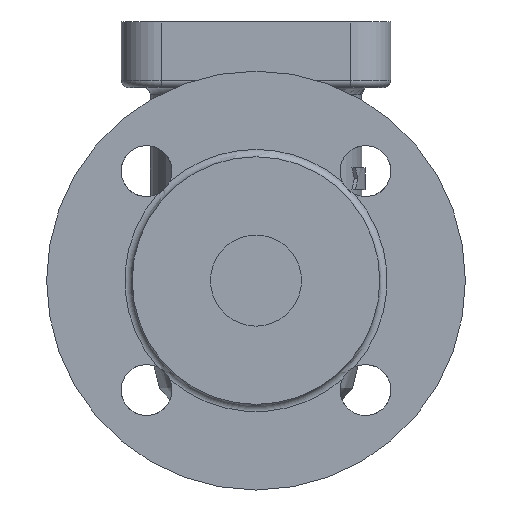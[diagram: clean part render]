
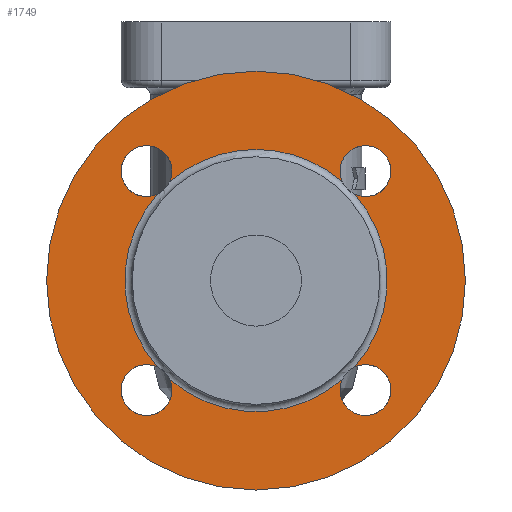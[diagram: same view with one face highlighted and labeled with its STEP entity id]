
A CAD part, left-side view. The second image highlights one B-rep face of the part: STEP entity #1749.
In plain terms, the highlighted planar face has unit normal (-1, 0, 0).
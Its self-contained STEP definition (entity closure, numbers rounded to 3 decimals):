
#322=PLANE('',#1930);
#371=FACE_BOUND('',#621,.T.);
#472=FACE_OUTER_BOUND('',#620,.T.);
#620=EDGE_LOOP('',(#1599));
#621=EDGE_LOOP('',(#1600,#1601,#1602,#1603,#1604,#1605,#1606,#1607));
#728=CIRCLE('',#1912,36.);
#729=CIRCLE('',#1913,36.);
#730=CIRCLE('',#1914,36.);
#731=CIRCLE('',#1915,36.);
#734=CIRCLE('',#1920,57.5);
#735=CIRCLE('',#1922,7.);
#736=CIRCLE('',#1924,7.);
#737=CIRCLE('',#1926,7.);
#738=CIRCLE('',#1928,7.);
#898=VERTEX_POINT('',#4390);
#899=VERTEX_POINT('',#4391);
#900=VERTEX_POINT('',#4404);
#901=VERTEX_POINT('',#4406);
#902=VERTEX_POINT('',#4419);
#903=VERTEX_POINT('',#4421);
#904=VERTEX_POINT('',#4434);
#905=VERTEX_POINT('',#4436);
#908=VERTEX_POINT('',#4456);
#1135=EDGE_CURVE('',#898,#900,#728,.T.);
#1137=EDGE_CURVE('',#901,#902,#729,.T.);
#1139=EDGE_CURVE('',#903,#904,#730,.T.);
#1141=EDGE_CURVE('',#905,#899,#731,.T.);
#1144=EDGE_CURVE('',#908,#908,#734,.T.);
#1145=EDGE_CURVE('',#905,#904,#735,.T.);
#1146=EDGE_CURVE('',#903,#902,#736,.T.);
#1147=EDGE_CURVE('',#901,#900,#737,.T.);
#1148=EDGE_CURVE('',#898,#899,#738,.T.);
#1599=ORIENTED_EDGE('',*,*,#1144,.T.);
#1600=ORIENTED_EDGE('',*,*,#1141,.F.);
#1601=ORIENTED_EDGE('',*,*,#1145,.T.);
#1602=ORIENTED_EDGE('',*,*,#1139,.F.);
#1603=ORIENTED_EDGE('',*,*,#1146,.T.);
#1604=ORIENTED_EDGE('',*,*,#1137,.F.);
#1605=ORIENTED_EDGE('',*,*,#1147,.T.);
#1606=ORIENTED_EDGE('',*,*,#1135,.F.);
#1607=ORIENTED_EDGE('',*,*,#1148,.T.);
#1749=ADVANCED_FACE('',(#472,#371),#322,.T.);
#1912=AXIS2_PLACEMENT_3D('',#4405,#2306,#2307);
#1913=AXIS2_PLACEMENT_3D('',#4420,#2308,#2309);
#1914=AXIS2_PLACEMENT_3D('',#4435,#2310,#2311);
#1915=AXIS2_PLACEMENT_3D('',#4449,#2312,#2313);
#1920=AXIS2_PLACEMENT_3D('',#4457,#2322,#2323);
#1922=AXIS2_PLACEMENT_3D('',#4459,#2326,#2327);
#1924=AXIS2_PLACEMENT_3D('',#4461,#2330,#2331);
#1926=AXIS2_PLACEMENT_3D('',#4463,#2334,#2335);
#1928=AXIS2_PLACEMENT_3D('',#4465,#2338,#2339);
#1930=AXIS2_PLACEMENT_3D('',#4569,#2342,#2343);
#2306=DIRECTION('center_axis',(-1.,0.,0.));
#2307=DIRECTION('ref_axis',(0.,0.,
-1.));
#2308=DIRECTION('center_axis',(-1.,0.,0.));
#2309=DIRECTION('ref_axis',(0.,0.,
-1.));
#2310=DIRECTION('center_axis',(-1.,0.,0.));
#2311=DIRECTION('ref_axis',(0.,0.,
-1.));
#2312=DIRECTION('center_axis',(-1.,0.,0.));
#2313=DIRECTION('ref_axis',(0.,0.,
-1.));
#2322=DIRECTION('center_axis',(-1.,0.,0.));
#2323=DIRECTION('ref_axis',(0.,0.,1.));
#2326=DIRECTION('center_axis',(1.,0.,0.));
#2327=DIRECTION('ref_axis',(0.,-1.,0.));
#2330=DIRECTION('center_axis',(1.,0.,0.));
#2331=DIRECTION('ref_axis',(0.,0.,
-1.));
#2334=DIRECTION('center_axis',(1.,0.,0.));
#2335=DIRECTION('ref_axis',(0.,1.,0.));
#2338=DIRECTION('center_axis',(1.,0.,0.));
#2339=DIRECTION('ref_axis',(0.,0.,1.));
#2342=DIRECTION('center_axis',(-1.,0.,0.));
#2343=DIRECTION('ref_axis',(0.,0.,1.));
#4390=CARTESIAN_POINT('',(-78.,-23.71,-43.91));
#4391=CARTESIAN_POINT('',(-78.,-27.09,-47.29));
#4404=CARTESIAN_POINT('',(-78.,23.71,-43.91));
#4405=CARTESIAN_POINT('Origin',(-78.,0.,-71.));
#4406=CARTESIAN_POINT('',(-78.,27.09,-47.29));
#4419=CARTESIAN_POINT('',(-78.,27.09,-94.71));
#4420=CARTESIAN_POINT('Origin',(-78.,0.,-71.));
#4421=CARTESIAN_POINT('',(-78.,23.71,-98.09));
#4434=CARTESIAN_POINT('',(-78.,-23.71,-98.09));
#4435=CARTESIAN_POINT('Origin',(-78.,0.,-71.));
#4436=CARTESIAN_POINT('',(-78.,-27.09,-94.71));
#4449=CARTESIAN_POINT('Origin',(-78.,0.,-71.));
#4456=CARTESIAN_POINT('',(-78.,0.,-13.5));
#4457=CARTESIAN_POINT('Origin',(-78.,0.,-71.));
#4459=CARTESIAN_POINT('Origin',(-78.,-30.052,-101.052));
#4461=CARTESIAN_POINT('Origin',(-78.,30.052,-101.052));
#4463=CARTESIAN_POINT('Origin',(-78.,30.052,-40.948));
#4465=CARTESIAN_POINT('Origin',(-78.,-30.052,-40.948));
#4569=CARTESIAN_POINT('Origin',(-78.,0.,-37.));
